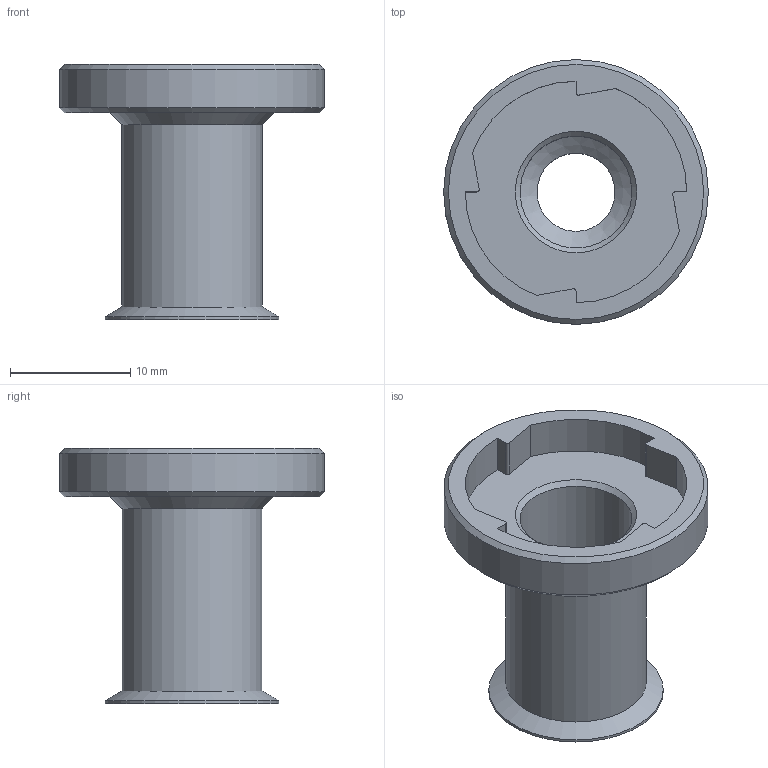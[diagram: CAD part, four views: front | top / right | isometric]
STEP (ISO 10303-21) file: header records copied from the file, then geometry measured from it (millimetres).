
FILE_DESCRIPTION(/* description */ (''),/* implementation_level */ '2;1');
FILE_NAME(/* name */ 'Outer.step',/* time_stamp */ '2024-11-01T13:00:28-04:00',/* author */ (''),/* organization */ (''),/* preprocessor_version */ 'ST-DEVELOPER v20',/* originating_system */ 'Autodesk Translation Framework v13.20.0.188',/* authorisation */ '');
FILE_SCHEMA (('AUTOMOTIVE_DESIGN { 1 0 10303 214 3 1 1 }'));
Length unit declared in the file: millimetre
Products named in the file (1): Outer
Bounding box: 22 x 22 x 21.2 mm (x, y, z)
Volume: 1663.5 mm3; surface area: 2271.9 mm2
Topology: 1 solids, 1 shells, 31 faces, 74 edges, 47 vertices
Faces by surface type: cylinder 13, plane 12, cone 6
Full cylindrical faces by diameter (mm): 6.5 x1, 9.3 x1, 11.7 x1, 14.5 x1, 22 x1
Entity records: 947 total; most frequent: DIRECTION 169, CARTESIAN_POINT 153, ORIENTED_EDGE 148, EDGE_CURVE 74, AXIS2_PLACEMENT_3D 63, VERTEX_POINT 47, LINE 43, VECTOR 43
